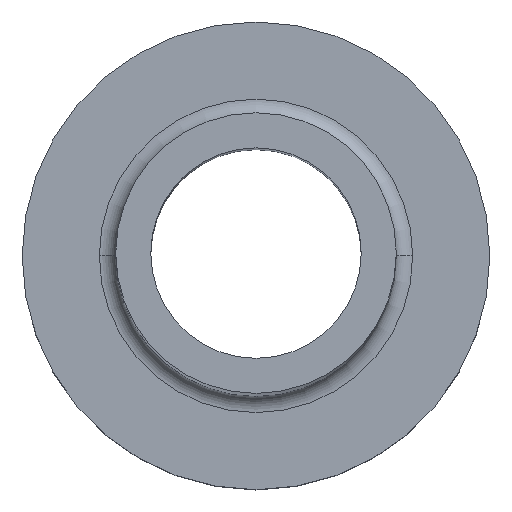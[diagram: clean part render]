
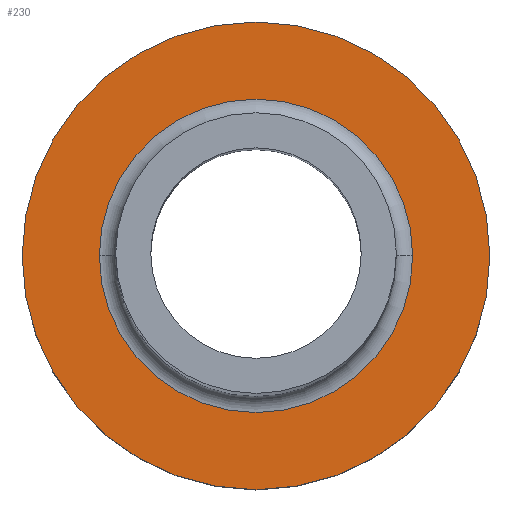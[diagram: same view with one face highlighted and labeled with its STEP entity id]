
A CAD part, top view. The second image highlights one B-rep face of the part: STEP entity #230.
In plain terms, the highlighted planar face has unit normal (0, 0, 1).
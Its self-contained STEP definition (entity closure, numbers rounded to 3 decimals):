
#13 = ORIENTED_EDGE ( 'NONE', *, *, #341, .T. ) ;
#16 = AXIS2_PLACEMENT_3D ( 'NONE', #168, #448, #234 ) ;
#30 = CARTESIAN_POINT ( 'NONE',  ( 0., 0., 7. ) ) ;
#31 = ORIENTED_EDGE ( 'NONE', *, *, #323, .T. ) ;
#35 = EDGE_CURVE ( 'NONE', #330, #441, #316, .T. ) ;
#40 = ORIENTED_EDGE ( 'NONE', *, *, #35, .T. ) ;
#42 = VERTEX_POINT ( 'NONE', #179 ) ;
#61 = CARTESIAN_POINT ( 'NONE',  ( 6.7, 0., 7. ) ) ;
#93 = DIRECTION ( 'NONE',  ( 0., 0., -1. ) ) ;
#104 = VERTEX_POINT ( 'NONE', #61 ) ;
#118 = AXIS2_PLACEMENT_3D ( 'NONE', #30, #351, #377 ) ;
#154 = FACE_OUTER_BOUND ( 'NONE', #219, .T. ) ;
#158 = CARTESIAN_POINT ( 'NONE',  ( 0., 0., 7. ) ) ;
#167 = CARTESIAN_POINT ( 'NONE',  ( 10., 0., 7. ) ) ;
#168 = CARTESIAN_POINT ( 'NONE',  ( 0., 0., 7. ) ) ;
#179 = CARTESIAN_POINT ( 'NONE',  ( -6.7, 0., 7. ) ) ;
#195 = EDGE_LOOP ( 'NONE', ( #340, #31 ) ) ;
#212 = CIRCLE ( 'NONE', #16, 6.7 ) ;
#218 = PLANE ( 'NONE',  #296 ) ;
#219 = EDGE_LOOP ( 'NONE', ( #13, #40 ) ) ;
#226 = DIRECTION ( 'NONE',  ( 0., 0., 1. ) ) ;
#230 = ADVANCED_FACE ( 'NONE', ( #262, #154 ), #218, .T. ) ;
#234 = DIRECTION ( 'NONE',  ( 1., 0., 0. ) ) ;
#236 = DIRECTION ( 'NONE',  ( 1., 0., 0. ) ) ;
#262 = FACE_BOUND ( 'NONE', #195, .T. ) ;
#278 = AXIS2_PLACEMENT_3D ( 'NONE', #301, #410, #447 ) ;
#296 = AXIS2_PLACEMENT_3D ( 'NONE', #158, #226, #354 ) ;
#301 = CARTESIAN_POINT ( 'NONE',  ( 0., 0., 7. ) ) ;
#316 = CIRCLE ( 'NONE', #118, 10. ) ;
#323 = EDGE_CURVE ( 'NONE', #42, #104, #212, .T. ) ;
#330 = VERTEX_POINT ( 'NONE', #167 ) ;
#333 = CARTESIAN_POINT ( 'NONE',  ( 0., 0., 7. ) ) ;
#340 = ORIENTED_EDGE ( 'NONE', *, *, #416, .T. ) ;
#341 = EDGE_CURVE ( 'NONE', #441, #330, #427, .T. ) ;
#351 = DIRECTION ( 'NONE',  ( 0., 0., 1. ) ) ;
#354 = DIRECTION ( 'NONE',  ( 1., 0., 0. ) ) ;
#369 = CARTESIAN_POINT ( 'NONE',  ( -10., 0., 7. ) ) ;
#377 = DIRECTION ( 'NONE',  ( 1., 0., 0. ) ) ;
#389 = CIRCLE ( 'NONE', #458, 6.7 ) ;
#410 = DIRECTION ( 'NONE',  ( 0., 0., 1. ) ) ;
#416 = EDGE_CURVE ( 'NONE', #104, #42, #389, .T. ) ;
#427 = CIRCLE ( 'NONE', #278, 10. ) ;
#441 = VERTEX_POINT ( 'NONE', #369 ) ;
#447 = DIRECTION ( 'NONE',  ( 1., 0., 0. ) ) ;
#448 = DIRECTION ( 'NONE',  ( 0., 0., -1. ) ) ;
#458 = AXIS2_PLACEMENT_3D ( 'NONE', #333, #93, #236 ) ;
